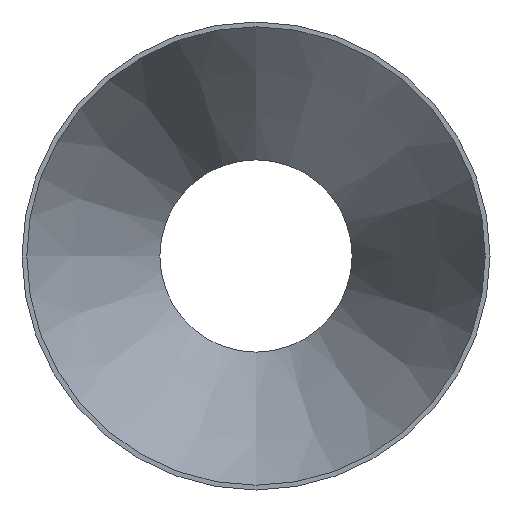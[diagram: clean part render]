
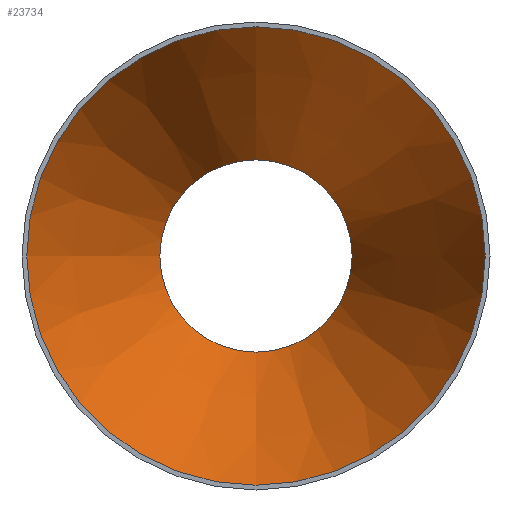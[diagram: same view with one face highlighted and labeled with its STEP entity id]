
A CAD part, front view. The second image highlights one B-rep face of the part: STEP entity #23734.
In plain terms, the highlighted conical face has half-angle 24.404 degrees and reference radius 158.656 mm.
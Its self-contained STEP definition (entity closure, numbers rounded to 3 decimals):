
#585 = DIRECTION ( 'NONE',  ( 0., 0., -1. ) ) ;
#789 = DIRECTION ( 'NONE',  ( 0., -1., 0. ) ) ;
#3054 = CARTESIAN_POINT ( 'NONE',  ( 0., 203., 0. ) ) ;
#3799 = EDGE_CURVE ( 'NONE', #30442, #30442, #22124, .T. ) ;
#5642 = CIRCLE ( 'NONE', #28609, 158.656 ) ;
#11092 = FACE_OUTER_BOUND ( 'NONE', #37400, .T. ) ;
#12091 = CARTESIAN_POINT ( 'NONE',  ( 0., 0., 0. ) ) ;
#12451 = ORIENTED_EDGE ( 'NONE', *, *, #3799, .F. ) ;
#16393 = DIRECTION ( 'NONE',  ( 0., -1., 0. ) ) ;
#16694 = ORIENTED_EDGE ( 'NONE', *, *, #29049, .T. ) ;
#18452 = DIRECTION ( 'NONE',  ( 0., 0., -1. ) ) ;
#20839 = EDGE_LOOP ( 'NONE', ( #12451 ) ) ;
#21938 = DIRECTION ( 'NONE',  ( 0., -1., 0. ) ) ;
#22124 = CIRCLE ( 'NONE', #22782, 66.556 ) ;
#22782 = AXIS2_PLACEMENT_3D ( 'NONE', #3054, #789, #585 ) ;
#23734 = ADVANCED_FACE ( 'NONE', ( #35936, #11092 ), #28538, .F. ) ;
#24883 = VERTEX_POINT ( 'NONE', #33926 ) ;
#28538 = CONICAL_SURFACE ( 'NONE', #36393, 158.656, 0.426 ) ;
#28609 = AXIS2_PLACEMENT_3D ( 'NONE', #38575, #16393, #38173 ) ;
#29049 = EDGE_CURVE ( 'NONE', #24883, #24883, #5642, .T. ) ;
#30442 = VERTEX_POINT ( 'NONE', #40088 ) ;
#33926 = CARTESIAN_POINT ( 'NONE',  ( 0., 0., -158.656 ) ) ;
#35936 = FACE_BOUND ( 'NONE', #20839, .T. ) ;
#36393 = AXIS2_PLACEMENT_3D ( 'NONE', #12091, #21938, #18452 ) ;
#37400 = EDGE_LOOP ( 'NONE', ( #16694 ) ) ;
#38173 = DIRECTION ( 'NONE',  ( 0., 0., -1. ) ) ;
#38575 = CARTESIAN_POINT ( 'NONE',  ( 0., 0., 0. ) ) ;
#40088 = CARTESIAN_POINT ( 'NONE',  ( 0., 203., -66.556 ) ) ;
